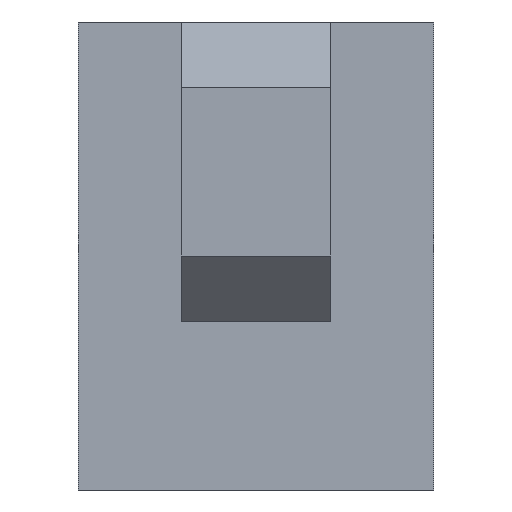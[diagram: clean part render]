
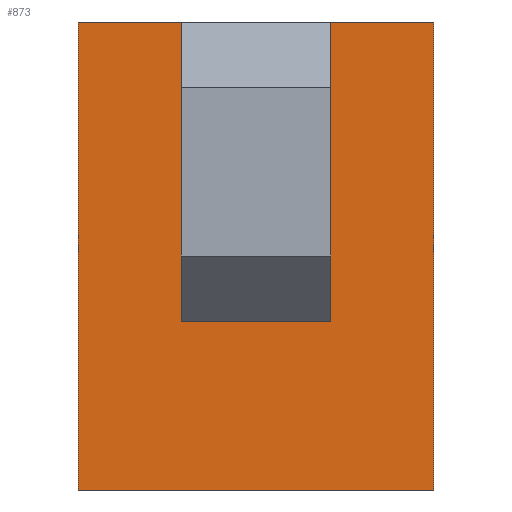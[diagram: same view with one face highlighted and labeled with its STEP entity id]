
A CAD part, front view. The second image highlights one B-rep face of the part: STEP entity #873.
In plain terms, the highlighted planar face has unit normal (0, -1, 0).
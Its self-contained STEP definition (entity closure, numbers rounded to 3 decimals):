
#14=FACE_BOUND('',#117,.T.);
#15=FACE_BOUND('',#118,.T.);
#34=PLANE('',#928);
#117=EDGE_LOOP('',(#660,#661,#662,#663,#664,#665));
#118=EDGE_LOOP('',(#666,#667,#668,#669));
#164=LINE('',#1254,#262);
#169=LINE('',#1269,#267);
#170=LINE('',#1271,#268);
#191=LINE('',#1312,#289);
#192=LINE('',#1316,#290);
#193=LINE('',#1318,#291);
#194=LINE('',#1320,#292);
#195=LINE('',#1321,#293);
#262=VECTOR('',#1001,4.);
#267=VECTOR('',#1014,4.);
#268=VECTOR('',#1017,4.);
#289=VECTOR('',#1054,4.);
#290=VECTOR('',#1057,19.);
#291=VECTOR('',#1058,25.);
#292=VECTOR('',#1059,19.);
#293=VECTOR('',#1060,25.);
#357=CIRCLE('',#913,4.);
#359=CIRCLE('',#917,4.);
#386=VERTEX_POINT('',#1244);
#387=VERTEX_POINT('',#1246);
#389=VERTEX_POINT('',#1252);
#392=VERTEX_POINT('',#1259);
#393=VERTEX_POINT('',#1261);
#395=VERTEX_POINT('',#1267);
#408=VERTEX_POINT('',#1314);
#409=VERTEX_POINT('',#1315);
#410=VERTEX_POINT('',#1317);
#411=VERTEX_POINT('',#1319);
#470=EDGE_CURVE('',#386,#387,#357,.F.);
#474=EDGE_CURVE('',#386,#389,#164,.T.);
#477=EDGE_CURVE('',#392,#393,#359,.F.);
#481=EDGE_CURVE('',#392,#395,#169,.T.);
#482=EDGE_CURVE('',#389,#393,#170,.T.);
#503=EDGE_CURVE('',#395,#387,#191,.T.);
#504=EDGE_CURVE('',#408,#409,#192,.T.);
#505=EDGE_CURVE('',#410,#408,#193,.T.);
#506=EDGE_CURVE('',#410,#411,#194,.T.);
#507=EDGE_CURVE('',#411,#409,#195,.T.);
#660=ORIENTED_EDGE('',*,*,#482,.T.);
#661=ORIENTED_EDGE('',*,*,#477,.F.);
#662=ORIENTED_EDGE('',*,*,#481,.T.);
#663=ORIENTED_EDGE('',*,*,#503,.T.);
#664=ORIENTED_EDGE('',*,*,#470,.F.);
#665=ORIENTED_EDGE('',*,*,#474,.T.);
#666=ORIENTED_EDGE('',*,*,#504,.F.);
#667=ORIENTED_EDGE('',*,*,#505,.F.);
#668=ORIENTED_EDGE('',*,*,#506,.T.);
#669=ORIENTED_EDGE('',*,*,#507,.T.);
#873=ADVANCED_FACE('',(#14,#15),#34,.T.);
#913=AXIS2_PLACEMENT_3D('',#1247,#994,#995);
#917=AXIS2_PLACEMENT_3D('',#1262,#1007,#1008);
#928=AXIS2_PLACEMENT_3D('',#1313,#1055,#1056);
#994=DIRECTION('center_axis',(0.,1.,0.));
#995=DIRECTION('ref_axis',(0.707,0.,-0.707));
#1001=DIRECTION('',(-1.,0.,0.));
#1007=DIRECTION('center_axis',(0.,1.,0.));
#1008=DIRECTION('ref_axis',(-0.707,0.,0.707));
#1014=DIRECTION('',(1.,0.,0.));
#1017=DIRECTION('',(0.,0.,1.));
#1054=DIRECTION('',(0.,0.,-1.));
#1055=DIRECTION('center_axis',(0.,-1.,0.));
#1056=DIRECTION('ref_axis',(0.,0.,-1.));
#1057=DIRECTION('',(1.,0.,0.));
#1058=DIRECTION('',(0.,0.,1.));
#1059=DIRECTION('',(1.,0.,0.));
#1060=DIRECTION('',(0.,0.,1.));
#1244=CARTESIAN_POINT('',(9.5,0.,-12.));
#1246=CARTESIAN_POINT('',(13.5,0.,-8.));
#1247=CARTESIAN_POINT('Origin',(9.5,0.,-8.));
#1252=CARTESIAN_POINT('',(5.5,0.,-12.));
#1254=CARTESIAN_POINT('',(4.75,0.,-12.));
#1259=CARTESIAN_POINT('',(9.5,0.,-4.));
#1261=CARTESIAN_POINT('',(5.5,0.,-8.));
#1262=CARTESIAN_POINT('Origin',(9.5,0.,-8.));
#1267=CARTESIAN_POINT('',(13.5,0.,-4.));
#1269=CARTESIAN_POINT('',(4.75,0.,-4.));
#1271=CARTESIAN_POINT('',(5.5,0.,-16.5));
#1312=CARTESIAN_POINT('',(13.5,0.,-16.5));
#1313=CARTESIAN_POINT('Origin',(0.,0.,-25.));
#1314=CARTESIAN_POINT('',(0.,0.,0.));
#1315=CARTESIAN_POINT('',(19.,0.,0.));
#1316=CARTESIAN_POINT('',(0.,0.,0.));
#1317=CARTESIAN_POINT('',(0.,0.,-25.));
#1318=CARTESIAN_POINT('',(0.,0.,-25.));
#1319=CARTESIAN_POINT('',(19.,0.,-25.));
#1320=CARTESIAN_POINT('',(0.,0.,-25.));
#1321=CARTESIAN_POINT('',(19.,0.,-25.));
